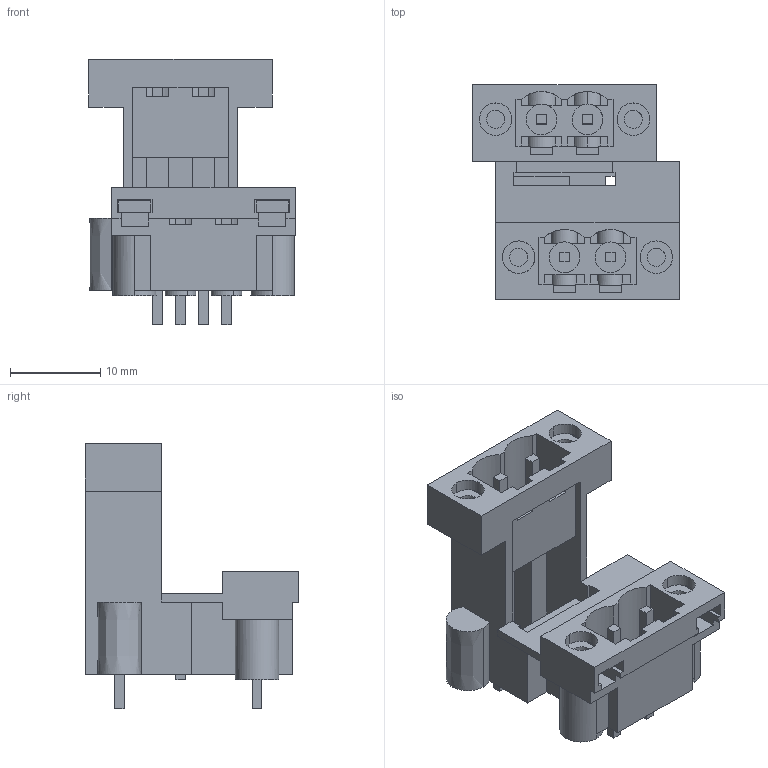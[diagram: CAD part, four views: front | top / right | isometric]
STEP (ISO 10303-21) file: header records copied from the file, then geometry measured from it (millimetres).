
FILE_DESCRIPTION(('CATIA V5 STEP Exchange','CAx-IF Rec.Pracs.--- Model Styling and Organization---1.2---2011-12-15'),'2;1');
FILE_NAME ('D1456908_0_1829010000_1829010000.stp','2018-04-19T13:09:50+00:00',('none'),('Weidmueller'),'CATIA Version 5-6 Release 2014','CATIA V5 STEP AP214','none');
FILE_SCHEMA(('AUTOMOTIVE_DESIGN { 1 0 10303 214 1 1 1 1 }'));
Length unit declared in the file: millimetre
Products named in the file (1): 1829010000
Bounding box: 22.86 x 23.67 x 29.36 mm (x, y, z)
Volume: 3139.9 mm3; surface area: 5973.3 mm2
Topology: 10 solids, 12 shells, 339 faces, 952 edges, 636 vertices
Faces by surface type: plane 277, cylinder 58, extrusion 4
Entity records: 10821 total; most frequent: CARTESIAN_POINT 2335, ORIENTED_EDGE 1904, DIRECTION 1436, EDGE_CURVE 952, VECTOR 788, LINE 784, VERTEX_POINT 636, AXIS2_PLACEMENT_3D 380
